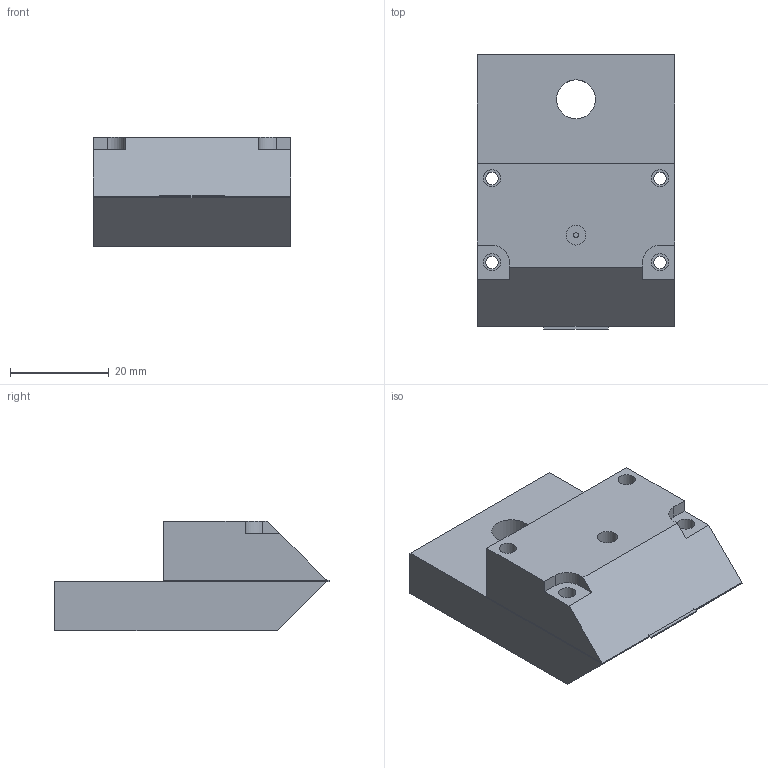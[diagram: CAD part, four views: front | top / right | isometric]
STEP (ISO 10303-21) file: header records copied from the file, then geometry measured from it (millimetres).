
FILE_DESCRIPTION(('FreeCAD Model'),'2;1');
FILE_NAME('slot-die-head.step', '2021-01-22T12:59:01',('Author'),(''), 'Open CASCADE STEP processor 7.3','FreeCAD','Unknown');
FILE_SCHEMA(('AUTOMOTIVE_DESIGN { 1 0 10303 214 1 1 1 1 }'));
Length unit declared in the file: millimetre
Products named in the file (3): Base; Cap; Blade
Bounding box: 40 x 55.5 x 22.23 mm (x, y, z)
Volume: 31930.7 mm3; surface area: 13639.7 mm2
Topology: 3 solids, 3 shells, 56 faces, 143 edges, 95 vertices
Faces by surface type: plane 34, cylinder 22
Full cylindrical faces by diameter (mm): 1 x1, 2.529 x4, 3 x2, 3.1 x2, 3.5 x8, 4.039 x1, 7.9 x1
Entity records: 3959 total; most frequent: CARTESIAN_POINT 643, DIRECTION 567, LINE 323, VECTOR 323, ORIENTED_EDGE 286, PCURVE 286, DEFINITIONAL_REPRESENTATION 286, EDGE_CURVE 143
